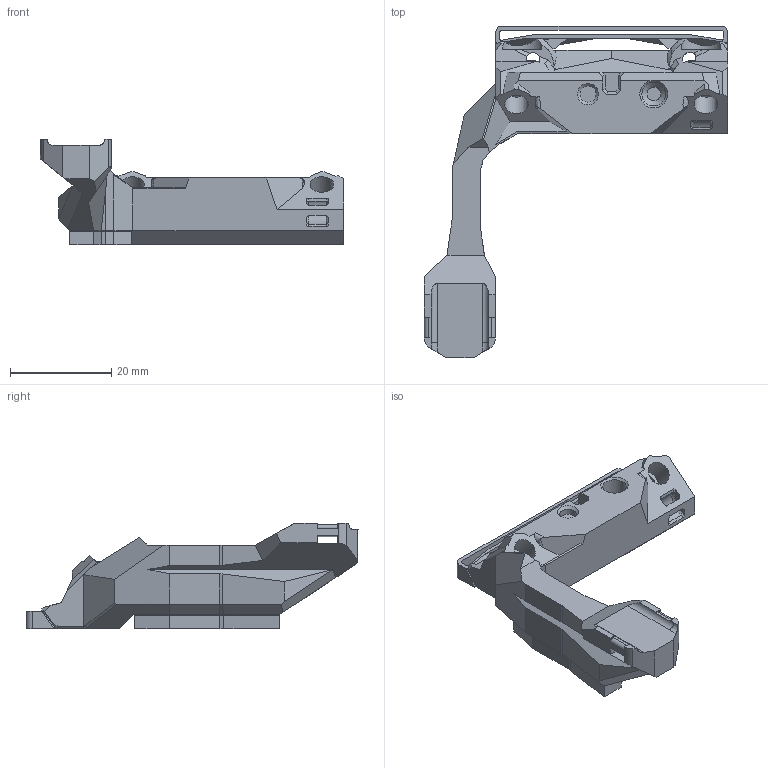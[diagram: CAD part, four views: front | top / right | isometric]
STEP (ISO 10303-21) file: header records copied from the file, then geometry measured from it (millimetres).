
FILE_DESCRIPTION(/* description */ ('STEP AP242','CAx-IF Rec.Pracs.---Representation and Presentation of Product Manufacturing Information (PMI)---4.0---2014-10-13','CAx-IF Rec.Pracs.---3D Tessellated Geometry---0.4---2014-09-14','2;1'),/* implementation_level */ '2;1');
FILE_NAME(/* name */ '63d4694d77346d7e50741f4a',/* time_stamp */ '2023-01-28T00:16:15+00:00',/* author */ (''),/* organization */ (''),/* preprocessor_version */ 'ST-DEVELOPER v18.102',/* originating_system */ ' ',/* authorisation */ ' ');
FILE_SCHEMA (('AP242_MANAGED_MODEL_BASED_3D_ENGINEERING_MIM_LF { 1 0 10303 442 1 1 4 }'));
Length unit declared in the file: metre
Products named in the file (3): upper_d2hw_with_umbilical; Upper_optical_wired; Support_Arm
Bounding box: 59.92 x 65.62 x 20.83 mm (x, y, z)
Volume: 11936.9 mm3; surface area: 7638.6 mm2
Topology: 3 solids, 4 shells, 450 faces, 1418 edges, 936 vertices
Faces by surface type: plane 369, cylinder 46, bspline 21, cone 14
Full cylindrical faces by diameter (mm): 2.7 x2, 3 x2, 3.2 x1, 3.4 x2, 4.7 x5
Entity records: 16453 total; most frequent: CARTESIAN_POINT 3915, ORIENTED_EDGE 2776, DIRECTION 2292, EDGE_CURVE 1388, LINE 1168, VECTOR 1168, VERTEX_POINT 926, AXIS2_PLACEMENT_3D 562
